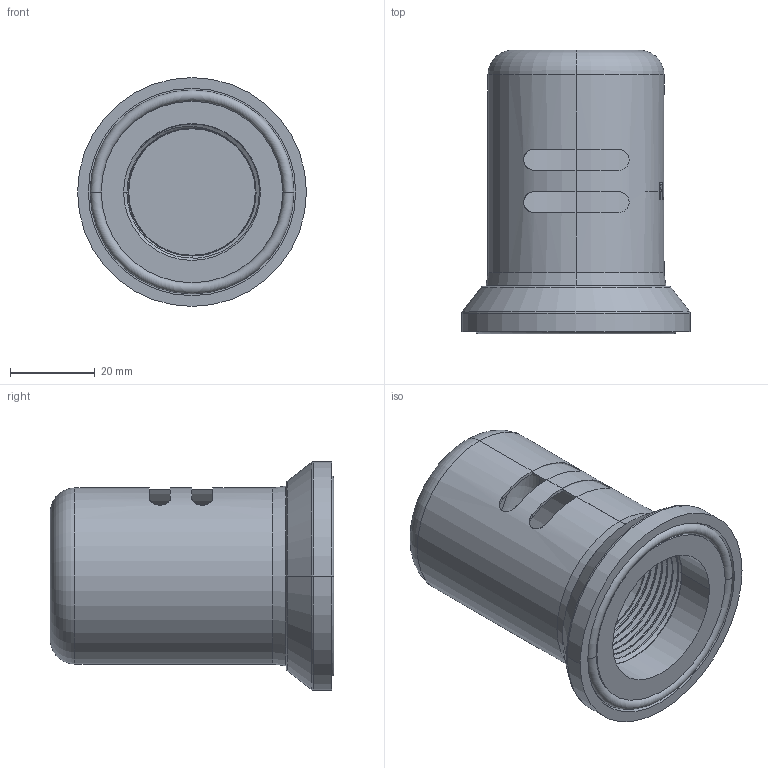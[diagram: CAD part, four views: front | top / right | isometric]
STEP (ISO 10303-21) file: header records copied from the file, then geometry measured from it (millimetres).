
FILE_DESCRIPTION((''),'2;1');
FILE_NAME('3200-5751_ASM','2018-09-11T',('rsmith'),(''),'PRO/ENGINEER BY PARAMETRIC TECHNOLOGY CORPORATION, 2013150','PRO/ENGINEER BY PARAMETRIC TECHNOLOGY CORPORATION, 2013150','');
FILE_SCHEMA(('CONFIG_CONTROL_DESIGN'));
Length unit declared in the file: inch
Products named in the file (7): 12649; 50688; 91494; 12736; 91227; 20-244_ASM; 3200-5751_ASM
Assembly tree (6 placements, depth 3):
  3200-5751_ASM
    12649
    50688
    91494
    20-244_ASM
      12736
      91227
Bounding box: 53.98 x 66.88 x 53.98 mm (x, y, z)
Volume: 23550.8 mm3; surface area: 42867.5 mm2
Topology: 5 solids, 9 shells, 136 faces, 363 edges, 239 vertices
Faces by surface type: cylinder 44, plane 42, torus 26, cone 18, bspline 6
Entity records: 7237 total; most frequent: CARTESIAN_POINT 3564, DIRECTION 802, ORIENTED_EDGE 684, EDGE_CURVE 363, AXIS2_PLACEMENT_3D 335, VERTEX_POINT 239, CIRCLE 184, EDGE_LOOP 153
